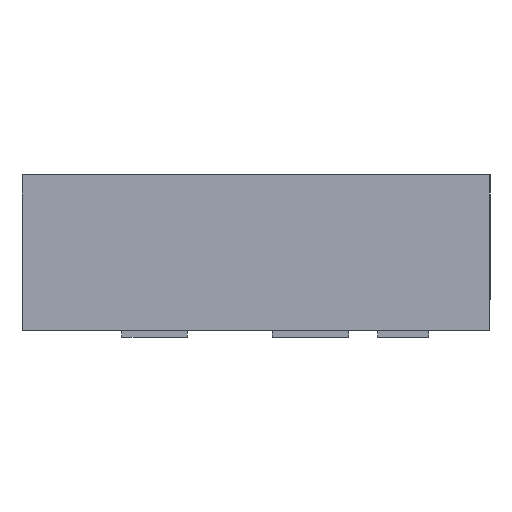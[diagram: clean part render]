
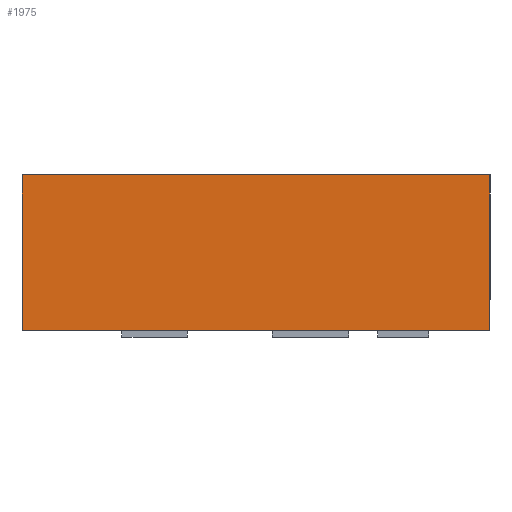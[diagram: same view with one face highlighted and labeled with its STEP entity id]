
A CAD part, left-side view. The second image highlights one B-rep face of the part: STEP entity #1975.
In plain terms, the highlighted planar face has unit normal (-1, 0, 0).
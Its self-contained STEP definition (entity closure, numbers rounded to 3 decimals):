
#58 = VECTOR ( 'NONE', #208, 1000. ) ;
#86 = DIRECTION ( 'NONE',  ( 0., 1., 0. ) ) ;
#99 = CARTESIAN_POINT ( 'NONE',  ( -22.5, -37.5, 25. ) ) ;
#171 = ORIENTED_EDGE ( 'NONE', *, *, #247, .T. ) ;
#208 = DIRECTION ( 'NONE',  ( 0., 0., -1. ) ) ;
#247 = EDGE_CURVE ( 'NONE', #1040, #330, #1905, .T. ) ;
#330 = VERTEX_POINT ( 'NONE', #1970 ) ;
#440 = CARTESIAN_POINT ( 'NONE',  ( -22.5, -37.5, 25. ) ) ;
#489 = VECTOR ( 'NONE', #598, 1000. ) ;
#511 = ORIENTED_EDGE ( 'NONE', *, *, #2043, .F. ) ;
#580 = EDGE_CURVE ( 'NONE', #868, #777, #1387, .T. ) ;
#598 = DIRECTION ( 'NONE',  ( 0., -1., 0. ) ) ;
#612 = CARTESIAN_POINT ( 'NONE',  ( -22.5, -37.5, 25. ) ) ;
#690 = CARTESIAN_POINT ( 'NONE',  ( -22.5, -37.5, 25. ) ) ;
#725 = CARTESIAN_POINT ( 'NONE',  ( -22.5, 37.5, 25. ) ) ;
#766 = EDGE_CURVE ( 'NONE', #868, #1040, #1311, .T. ) ;
#777 = VERTEX_POINT ( 'NONE', #690 ) ;
#868 = VERTEX_POINT ( 'NONE', #725 ) ;
#883 = DIRECTION ( 'NONE',  ( 1., 0., 0. ) ) ;
#992 = AXIS2_PLACEMENT_3D ( 'NONE', #99, #883, #86 ) ;
#1001 = CARTESIAN_POINT ( 'NONE',  ( -22.5, 37.5, 25. ) ) ;
#1040 = VERTEX_POINT ( 'NONE', #1282 ) ;
#1103 = DIRECTION ( 'NONE',  ( 0., -1., 0. ) ) ;
#1282 = CARTESIAN_POINT ( 'NONE',  ( -22.5, 37.5, 0. ) ) ;
#1311 = LINE ( 'NONE', #1001, #58 ) ;
#1326 = VECTOR ( 'NONE', #2051, 1000. ) ;
#1387 = LINE ( 'NONE', #440, #489 ) ;
#1402 = LINE ( 'NONE', #612, #1326 ) ;
#1409 = EDGE_LOOP ( 'NONE', ( #171, #511, #1507, #1772 ) ) ;
#1507 = ORIENTED_EDGE ( 'NONE', *, *, #580, .F. ) ;
#1608 = VECTOR ( 'NONE', #1103, 1000. ) ;
#1667 = PLANE ( 'NONE',  #992 ) ;
#1677 = FACE_OUTER_BOUND ( 'NONE', #1409, .T. ) ;
#1772 = ORIENTED_EDGE ( 'NONE', *, *, #766, .T. ) ;
#1905 = LINE ( 'NONE', #2038, #1608 ) ;
#1970 = CARTESIAN_POINT ( 'NONE',  ( -22.5, -37.5, 0. ) ) ;
#1975 = ADVANCED_FACE ( 'NONE', ( #1677 ), #1667, .F. ) ;
#2038 = CARTESIAN_POINT ( 'NONE',  ( -22.5, -37.5, 0. ) ) ;
#2043 = EDGE_CURVE ( 'NONE', #777, #330, #1402, .T. ) ;
#2051 = DIRECTION ( 'NONE',  ( 0., 0., -1. ) ) ;
